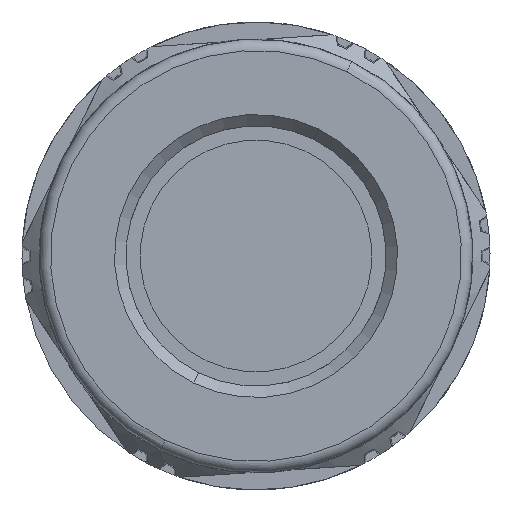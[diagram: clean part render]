
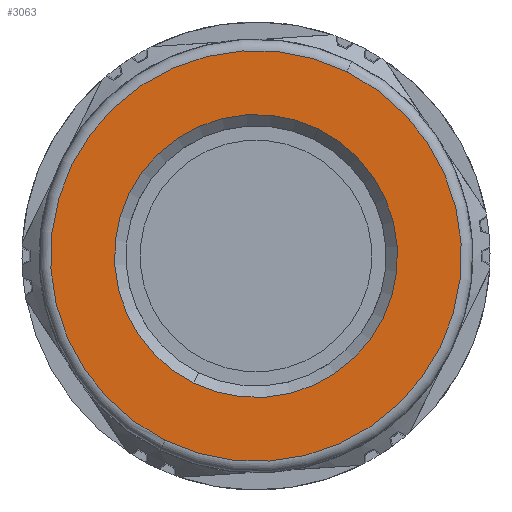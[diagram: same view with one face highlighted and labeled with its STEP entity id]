
A CAD part, front view. The second image highlights one B-rep face of the part: STEP entity #3063.
In plain terms, the highlighted planar face has unit normal (0, -1, 0).
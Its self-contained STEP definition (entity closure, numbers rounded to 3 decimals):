
#96=FACE_BOUND('',#4390,.T.);
#97=FACE_BOUND('',#4391,.T.);
#217=PLANE('',#12768);
#3063=ADVANCED_FACE('',(#96,#97),#217,.T.);
#4390=EDGE_LOOP('',(#5543,#5544,#5545,#5546));
#4391=EDGE_LOOP('',(#5547,#5548,#5549,#5550));
#5543=ORIENTED_EDGE('',*,*,#10384,.F.);
#5544=ORIENTED_EDGE('',*,*,#10383,.F.);
#5545=ORIENTED_EDGE('',*,*,#10399,.F.);
#5546=ORIENTED_EDGE('',*,*,#10398,.F.);
#5547=ORIENTED_EDGE('',*,*,#10405,.T.);
#5548=ORIENTED_EDGE('',*,*,#10406,.F.);
#5549=ORIENTED_EDGE('',*,*,#10404,.T.);
#5550=ORIENTED_EDGE('',*,*,#10403,.F.);
#9016=VERTEX_POINT('',#21190);
#9017=VERTEX_POINT('',#21192);
#9018=VERTEX_POINT('',#21194);
#9026=VERTEX_POINT('',#21221);
#9028=VERTEX_POINT('',#21226);
#9030=VERTEX_POINT('',#21230);
#9031=VERTEX_POINT('',#21232);
#9032=VERTEX_POINT('',#21236);
#10383=EDGE_CURVE('',#9016,#9017,#12028,.T.);
#10384=EDGE_CURVE('',#9017,#9018,#12029,.T.);
#10398=EDGE_CURVE('',#9018,#9026,#12040,.T.);
#10399=EDGE_CURVE('',#9026,#9016,#12041,.T.);
#10403=EDGE_CURVE('',#9030,#9031,#12045,.T.);
#10404=EDGE_CURVE('',#9028,#9031,#12046,.T.);
#10405=EDGE_CURVE('',#9030,#9032,#12047,.T.);
#10406=EDGE_CURVE('',#9028,#9032,#12048,.T.);
#12028=CIRCLE('',#12740,6.2);
#12029=CIRCLE('',#12741,6.2);
#12040=CIRCLE('',#12757,6.2);
#12041=CIRCLE('',#12758,6.2);
#12045=CIRCLE('',#12763,9.);
#12046=CIRCLE('',#12764,9.);
#12047=CIRCLE('',#12766,9.);
#12048=CIRCLE('',#12767,9.);
#12740=AXIS2_PLACEMENT_3D('',#21191,#14274,#14275);
#12741=AXIS2_PLACEMENT_3D('',#21193,#14276,#14277);
#12757=AXIS2_PLACEMENT_3D('',#21220,#14311,#14312);
#12758=AXIS2_PLACEMENT_3D('',#21222,#14313,#14314);
#12763=AXIS2_PLACEMENT_3D('',#21231,#14323,#14324);
#12764=AXIS2_PLACEMENT_3D('',#21233,#14325,#14326);
#12766=AXIS2_PLACEMENT_3D('',#21235,#14329,#14330);
#12767=AXIS2_PLACEMENT_3D('',#21237,#14331,#14332);
#12768=AXIS2_PLACEMENT_3D('',#21238,#14333,#14334);
#14274=DIRECTION('',(0.,-1.,0.));
#14275=DIRECTION('',(0.441,0.,0.897));
#14276=DIRECTION('',(0.,-1.,0.));
#14277=DIRECTION('',(-0.897,0.,0.441));
#14311=DIRECTION('',(0.,-1.,0.));
#14312=DIRECTION('',(-0.441,0.,-0.897));
#14313=DIRECTION('',(0.,-1.,0.));
#14314=DIRECTION('',(0.897,0.,-0.441));
#14323=DIRECTION('',(0.,1.,0.));
#14324=DIRECTION('',(0.446,0.,0.895));
#14325=DIRECTION('',(0.,-1.,0.));
#14326=DIRECTION('',(0.446,0.,0.895));
#14329=DIRECTION('',(0.,-1.,0.));
#14330=DIRECTION('',(-0.446,0.,-0.895));
#14331=DIRECTION('',(0.,1.,0.));
#14332=DIRECTION('',(-0.446,0.,-0.895));
#14333=DIRECTION('',(0.,-1.,0.));
#14334=DIRECTION('',(0.441,0.,0.897));
#21190=CARTESIAN_POINT('',(2.737,-50.45,5.563));
#21191=CARTESIAN_POINT('',(0.,-50.45,0.));
#21192=CARTESIAN_POINT('',(-5.563,-50.45,2.737));
#21193=CARTESIAN_POINT('',(0.,-50.45,0.));
#21194=CARTESIAN_POINT('',(-2.737,-50.45,-5.563));
#21220=CARTESIAN_POINT('',(0.,-50.45,0.));
#21221=CARTESIAN_POINT('',(5.563,-50.45,-2.737));
#21222=CARTESIAN_POINT('',(0.,-50.45,0.));
#21226=CARTESIAN_POINT('',(-3.973,-50.45,-8.076));
#21230=CARTESIAN_POINT('',(3.973,-50.45,8.076));
#21231=CARTESIAN_POINT('',(0.,-50.45,0.));
#21232=CARTESIAN_POINT('',(4.016,-50.45,8.054));
#21233=CARTESIAN_POINT('',(0.,-50.45,0.));
#21235=CARTESIAN_POINT('',(0.,-50.45,0.));
#21236=CARTESIAN_POINT('',(-4.016,-50.45,-8.054));
#21237=CARTESIAN_POINT('',(0.,-50.45,0.));
#21238=CARTESIAN_POINT('',(0.,-50.45,0.));
